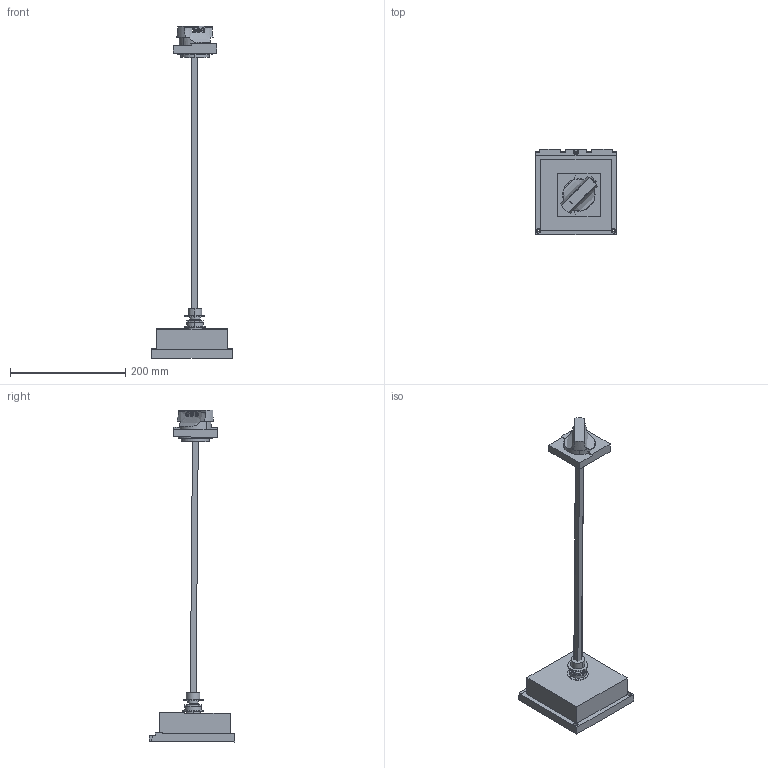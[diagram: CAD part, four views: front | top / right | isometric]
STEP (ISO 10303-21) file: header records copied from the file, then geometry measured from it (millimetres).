
FILE_DESCRIPTION((''),'2;1');
FILE_NAME('SB101702_3D-SOFTWARE_COLOUR_ASM','2012-04-06T',('SESA181470'),('Schneider-Electric'),'PRO/ENGINEER BY PARAMETRIC TECHNOLOGY CORPORATION, 2009400','PRO/ENGINEER BY PARAMETRIC TECHNOLOGY CORPORATION, 2009400','');
FILE_SCHEMA(('CONFIG_CONTROL_DESIGN'));
Length unit declared in the file: millimetre
Products named in the file (6): COQUE_EXTENDED_ROTARY_1_1; PRT0001_1; PRT0011_1; PRT0012_1; INTERRUPTEUR_EXTENDED_HANDLE_1_; SB101702_3D-SOFTWARE_COLOUR_ASM
Assembly tree (5 placements, depth 2):
  SB101702_3D-SOFTWARE_COLOUR_ASM
    COQUE_EXTENDED_ROTARY_1_1
    PRT0001_1
    PRT0011_1
    PRT0012_1
    INTERRUPTEUR_EXTENDED_HANDLE_1_
Bounding box: 139.7 x 148.22 x 575.38 mm (x, y, z)
Volume: 965633.8 mm3; surface area: 143475.7 mm2
Topology: 6 solids, 6 shells, 193 faces, 539 edges, 362 vertices
Faces by surface type: plane 115, cylinder 74, cone 2, extrusion 2
Entity records: 7141 total; most frequent: CARTESIAN_POINT 1931, ORIENTED_EDGE 1078, DIRECTION 1047, EDGE_CURVE 539, AXIS2_PLACEMENT_3D 367, VERTEX_POINT 362, VECTOR 313, LINE 311
